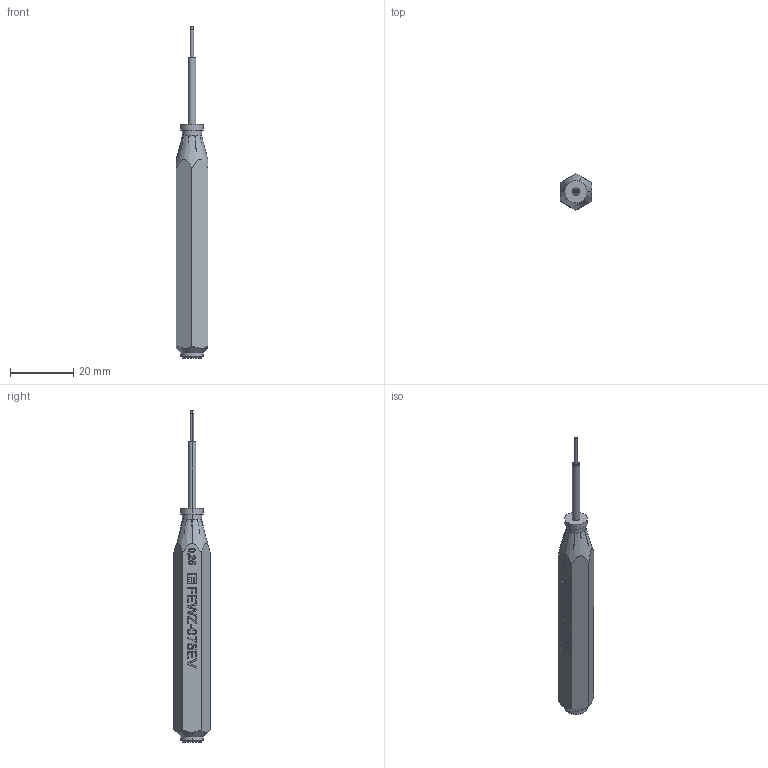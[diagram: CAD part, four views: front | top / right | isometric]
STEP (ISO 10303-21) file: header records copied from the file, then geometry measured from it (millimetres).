
FILE_DESCRIPTION (( 'STEP AP214' ), '1' );
FILE_NAME ('MOD-FEWZ-075EV.STEP', '2021-01-27T07:36:32', ( '' ), ( '' ), 'SwSTEP 2.0', 'SolidWorks 2020', '' );
FILE_SCHEMA (( 'AUTOMOTIVE_DESIGN' ));
Length unit declared in the file: millimetre
Products named in the file (1): MOD-FEWZ-075EV
Bounding box: 10 x 11.55 x 104.6 mm (x, y, z)
Volume: 5880.2 mm3; surface area: 2827.3 mm2
Topology: 1 solids, 1 shells, 324 faces, 862 edges, 569 vertices
Faces by surface type: plane 216, bspline 71, cylinder 29, cone 8
Entity records: 13882 total; most frequent: CARTESIAN_POINT 6191, ORIENTED_EDGE 1724, DIRECTION 1306, EDGE_CURVE 862, LINE 602, VECTOR 602, VERTEX_POINT 569, EDGE_LOOP 353
